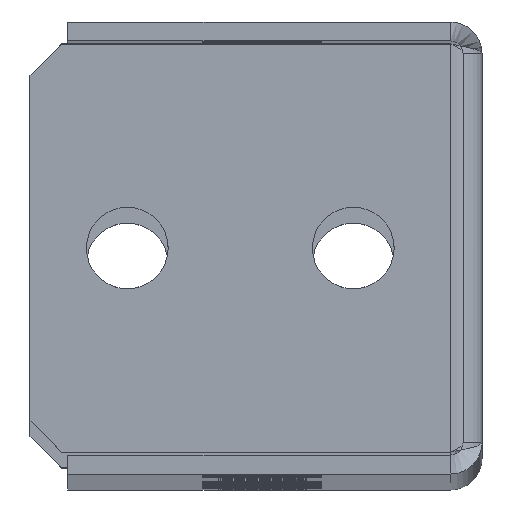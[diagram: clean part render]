
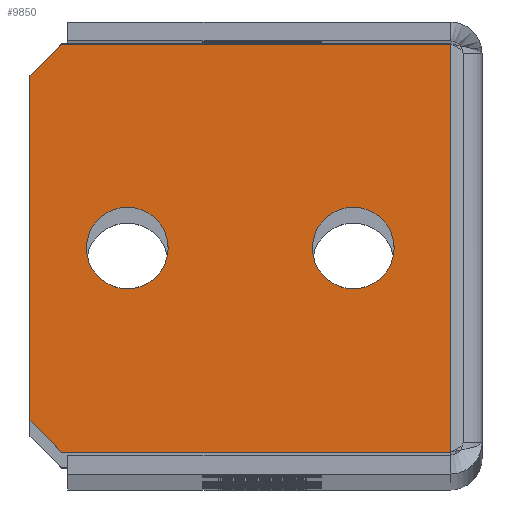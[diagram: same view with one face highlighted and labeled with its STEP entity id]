
A CAD part, top view. The second image highlights one B-rep face of the part: STEP entity #9850.
In plain terms, the highlighted planar face has unit normal (0, 0, 1).
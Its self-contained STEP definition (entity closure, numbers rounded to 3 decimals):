
#43 = VERTEX_POINT ( 'NONE', #6140 ) ;
#954 = CARTESIAN_POINT ( 'NONE',  ( 30.5, -1.75, 726.5 ) ) ;
#1177 = PLANE ( 'NONE',  #8861 ) ;
#1250 = CARTESIAN_POINT ( 'NONE',  ( 30.5, -33.5, 726.5 ) ) ;
#1278 = VECTOR ( 'NONE', #12881, 1000. ) ;
#1816 = DIRECTION ( 'NONE',  ( -1., 0., 0. ) ) ;
#1848 = ORIENTED_EDGE ( 'NONE', *, *, #14429, .T. ) ;
#1872 = LINE ( 'NONE', #14167, #8168 ) ;
#2048 = ORIENTED_EDGE ( 'NONE', *, *, #11955, .T. ) ;
#2283 = CARTESIAN_POINT ( 'NONE',  ( 19.5, -18., 726.5 ) ) ;
#2432 = ORIENTED_EDGE ( 'NONE', *, *, #8128, .T. ) ;
#2521 = CIRCLE ( 'NONE', #10836, 3.25 ) ;
#3188 = EDGE_CURVE ( 'NONE', #8471, #7404, #11156, .T. ) ;
#3378 = CARTESIAN_POINT ( 'NONE',  ( 30.5, -1.75, 726.5 ) ) ;
#3405 = CIRCLE ( 'NONE', #5058, 3.25 ) ;
#3476 = CARTESIAN_POINT ( 'NONE',  ( 22.75, -18., 726.5 ) ) ;
#3496 = DIRECTION ( 'NONE',  ( 0., -1., 0. ) ) ;
#3551 = ORIENTED_EDGE ( 'NONE', *, *, #14600, .T. ) ;
#3708 = VECTOR ( 'NONE', #10467, 1000. ) ;
#3812 = EDGE_CURVE ( 'NONE', #43, #9495, #10516, .T. ) ;
#3893 = VECTOR ( 'NONE', #4171, 1000. ) ;
#3915 = DIRECTION ( 'NONE',  ( -1., 0., 0. ) ) ;
#4171 = DIRECTION ( 'NONE',  ( -1., 0., 0. ) ) ;
#4320 = EDGE_LOOP ( 'NONE', ( #1848, #3551, #2048, #8605, #5547, #11527 ) ) ;
#4378 = DIRECTION ( 'NONE',  ( 0., -1., 0. ) ) ;
#4615 = DIRECTION ( 'NONE',  ( -1., 0., 0. ) ) ;
#5058 = AXIS2_PLACEMENT_3D ( 'NONE', #13044, #9763, #13484 ) ;
#5166 = DIRECTION ( 'NONE',  ( 0.707, -0.707, 0. ) ) ;
#5308 = EDGE_CURVE ( 'NONE', #9495, #43, #5809, .T. ) ;
#5425 = CARTESIAN_POINT ( 'NONE',  ( -0.5, -1.75, 726.5 ) ) ;
#5547 = ORIENTED_EDGE ( 'NONE', *, *, #9745, .F. ) ;
#5654 = LINE ( 'NONE', #1250, #11965 ) ;
#5717 = DIRECTION ( 'NONE',  ( 0., 0., -1. ) ) ;
#5802 = VECTOR ( 'NONE', #4378, 1000. ) ;
#5804 = LINE ( 'NONE', #12648, #5802 ) ;
#5809 = CIRCLE ( 'NONE', #12455, 3.25 ) ;
#6140 = CARTESIAN_POINT ( 'NONE',  ( 1.5, -18., 726.5 ) ) ;
#6699 = ORIENTED_EDGE ( 'NONE', *, *, #3812, .T. ) ;
#6837 = FACE_BOUND ( 'NONE', #11438, .T. ) ;
#6982 = VERTEX_POINT ( 'NONE', #11031 ) ;
#7182 = CARTESIAN_POINT ( 'NONE',  ( 26., -18., 726.5 ) ) ;
#7404 = VERTEX_POINT ( 'NONE', #5425 ) ;
#7469 = DIRECTION ( 'NONE',  ( 0., 0., -1. ) ) ;
#7877 = VERTEX_POINT ( 'NONE', #14631 ) ;
#7938 = LINE ( 'NONE', #8238, #3708 ) ;
#8016 = DIRECTION ( 'NONE',  ( 0., 0., -1. ) ) ;
#8094 = EDGE_CURVE ( 'NONE', #6982, #7877, #7938, .T. ) ;
#8128 = EDGE_CURVE ( 'NONE', #9061, #10415, #2521, .T. ) ;
#8168 = VECTOR ( 'NONE', #5166, 1000. ) ;
#8238 = CARTESIAN_POINT ( 'NONE',  ( 30.5, -34.25, 726.5 ) ) ;
#8471 = VERTEX_POINT ( 'NONE', #3378 ) ;
#8605 = ORIENTED_EDGE ( 'NONE', *, *, #8094, .F. ) ;
#8792 = VERTEX_POINT ( 'NONE', #12203 ) ;
#8818 = ORIENTED_EDGE ( 'NONE', *, *, #14069, .T. ) ;
#8861 = AXIS2_PLACEMENT_3D ( 'NONE', #13769, #5717, #4615 ) ;
#9061 = VERTEX_POINT ( 'NONE', #2283 ) ;
#9194 = ORIENTED_EDGE ( 'NONE', *, *, #5308, .T. ) ;
#9228 = FACE_BOUND ( 'NONE', #11630, .T. ) ;
#9495 = VERTEX_POINT ( 'NONE', #13876 ) ;
#9609 = CARTESIAN_POINT ( 'NONE',  ( 0.625, -0.625, 726.5 ) ) ;
#9745 = EDGE_CURVE ( 'NONE', #8471, #6982, #5654, .T. ) ;
#9763 = DIRECTION ( 'NONE',  ( 0., 0., -1. ) ) ;
#9850 = ADVANCED_FACE ( 'NONE', ( #6837, #9228, #12576 ), #1177, .F. ) ;
#9930 = VERTEX_POINT ( 'NONE', #12726 ) ;
#10415 = VERTEX_POINT ( 'NONE', #7182 ) ;
#10467 = DIRECTION ( 'NONE',  ( -1., 0., 0. ) ) ;
#10516 = CIRCLE ( 'NONE', #12669, 3.25 ) ;
#10835 = CARTESIAN_POINT ( 'NONE',  ( 4.75, -18., 726.5 ) ) ;
#10836 = AXIS2_PLACEMENT_3D ( 'NONE', #3476, #8016, #12489 ) ;
#11031 = CARTESIAN_POINT ( 'NONE',  ( 30.5, -34.25, 726.5 ) ) ;
#11156 = LINE ( 'NONE', #954, #3893 ) ;
#11438 = EDGE_LOOP ( 'NONE', ( #2432, #8818 ) ) ;
#11527 = ORIENTED_EDGE ( 'NONE', *, *, #3188, .T. ) ;
#11630 = EDGE_LOOP ( 'NONE', ( #6699, #9194 ) ) ;
#11694 = LINE ( 'NONE', #9609, #1278 ) ;
#11955 = EDGE_CURVE ( 'NONE', #9930, #7877, #1872, .T. ) ;
#11965 = VECTOR ( 'NONE', #3496, 1000. ) ;
#12203 = CARTESIAN_POINT ( 'NONE',  ( -3., -4.25, 726.5 ) ) ;
#12455 = AXIS2_PLACEMENT_3D ( 'NONE', #10835, #14184, #3915 ) ;
#12489 = DIRECTION ( 'NONE',  ( -1., 0., 0. ) ) ;
#12576 = FACE_OUTER_BOUND ( 'NONE', #4320, .T. ) ;
#12648 = CARTESIAN_POINT ( 'NONE',  ( -3., 0., 726.5 ) ) ;
#12669 = AXIS2_PLACEMENT_3D ( 'NONE', #14175, #7469, #1816 ) ;
#12726 = CARTESIAN_POINT ( 'NONE',  ( -3., -31.75, 726.5 ) ) ;
#12881 = DIRECTION ( 'NONE',  ( -0.707, -0.707, 0. ) ) ;
#13044 = CARTESIAN_POINT ( 'NONE',  ( 22.75, -18., 726.5 ) ) ;
#13484 = DIRECTION ( 'NONE',  ( -1., 0., 0. ) ) ;
#13769 = CARTESIAN_POINT ( 'NONE',  ( 0., 0., 726.5 ) ) ;
#13876 = CARTESIAN_POINT ( 'NONE',  ( 8., -18., 726.5 ) ) ;
#14069 = EDGE_CURVE ( 'NONE', #10415, #9061, #3405, .T. ) ;
#14167 = CARTESIAN_POINT ( 'NONE',  ( -17.375, -17.375, 726.5 ) ) ;
#14175 = CARTESIAN_POINT ( 'NONE',  ( 4.75, -18., 726.5 ) ) ;
#14184 = DIRECTION ( 'NONE',  ( 0., 0., -1. ) ) ;
#14429 = EDGE_CURVE ( 'NONE', #7404, #8792, #11694, .T. ) ;
#14600 = EDGE_CURVE ( 'NONE', #8792, #9930, #5804, .T. ) ;
#14631 = CARTESIAN_POINT ( 'NONE',  ( -0.5, -34.25, 726.5 ) ) ;
